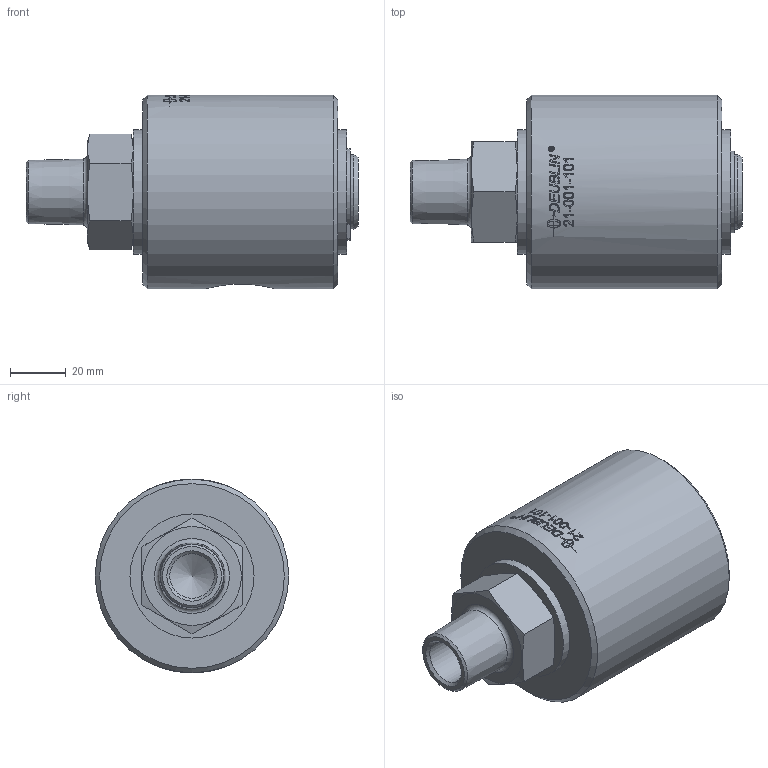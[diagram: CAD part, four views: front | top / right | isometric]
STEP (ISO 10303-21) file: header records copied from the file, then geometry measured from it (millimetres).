
FILE_DESCRIPTION((''),'2;1');
FILE_NAME('21-001-101-IC_Rev A.stp','2016-04-15T08:50:35',('mvelte'),(''),'Autodesk Inventor 2013','Autodesk Inventor 2013','');
FILE_SCHEMA(('AUTOMOTIVE_DESIGN { 1 0 10303 214 1 1 1 1 }'));
Length unit declared in the file: millimetre
Products named in the file (1): 21-001-101-IC_Rev A
Bounding box: 119 x 69.35 x 69.35 mm (x, y, z)
Volume: 280313.1 mm3; surface area: 36244 mm2
Topology: 1 solids, 1 shells, 373 faces, 980 edges, 648 vertices
Faces by surface type: bspline 195, plane 109, cylinder 54, cone 14, torus 1
Full cylindrical faces by diameter (mm): 1.981 x2, 16 x1, 17.475 x1, 25.4 x1, 26.4 x1, 26.75 x3, 27 x2, 31.72 x1, 44.45 x2, 69.35 x1
Entity records: 47492 total; most frequent: CARTESIAN_POINT 39729, ORIENTED_EDGE 1886, DIRECTION 952, EDGE_CURVE 943, VERTEX_POINT 641, B_SPLINE_CURVE_WITH_KNOTS 465, EDGE_LOOP 444, FACE_OUTER_BOUND 373
